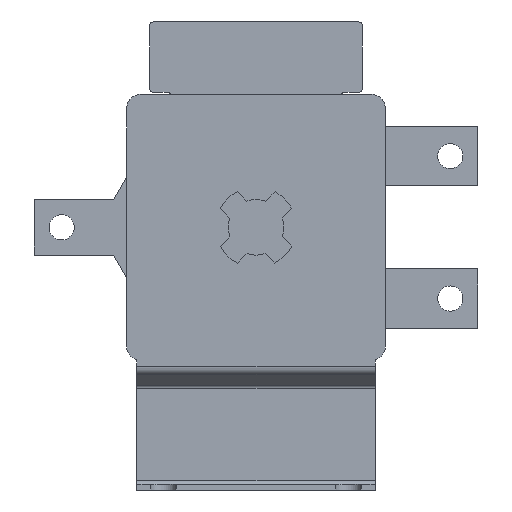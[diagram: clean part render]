
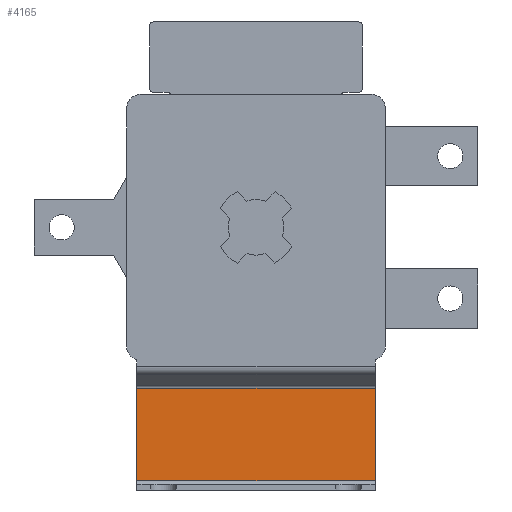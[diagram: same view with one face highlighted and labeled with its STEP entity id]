
A CAD part, left-side view. The second image highlights one B-rep face of the part: STEP entity #4165.
In plain terms, the highlighted planar face has unit normal (-1, 0, 0).
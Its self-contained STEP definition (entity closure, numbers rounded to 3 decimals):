
#134 = DIRECTION ( 'NONE',  ( 0., 1., 0. ) ) ;
#248 = EDGE_CURVE ( 'NONE', #272, #3802, #1240, .T. ) ;
#264 = ORIENTED_EDGE ( 'NONE', *, *, #248, .T. ) ;
#272 = VERTEX_POINT ( 'NONE', #6903 ) ;
#854 = DIRECTION ( 'NONE',  ( 0., 0., -1. ) ) ;
#1045 = CARTESIAN_POINT ( 'NONE',  ( -62., 32.25, -7.559 ) ) ;
#1240 = LINE ( 'NONE', #6774, #5994 ) ;
#1527 = CARTESIAN_POINT ( 'NONE',  ( -62., -32.25, -7.559 ) ) ;
#1558 = DIRECTION ( 'NONE',  ( 1., 0., 0. ) ) ;
#1608 = DIRECTION ( 'NONE',  ( 0., 0., -1. ) ) ;
#1887 = EDGE_CURVE ( 'NONE', #272, #4606, #3943, .T. ) ;
#1995 = CARTESIAN_POINT ( 'NONE',  ( -62., 32.25, -32.5 ) ) ;
#3550 = ORIENTED_EDGE ( 'NONE', *, *, #1887, .F. ) ;
#3720 = EDGE_LOOP ( 'NONE', ( #7156, #6275, #3550, #264 ) ) ;
#3802 = VERTEX_POINT ( 'NONE', #1045 ) ;
#3927 = LINE ( 'NONE', #7704, #7775 ) ;
#3943 = LINE ( 'NONE', #7278, #7689 ) ;
#3979 = PLANE ( 'NONE',  #4033 ) ;
#4033 = AXIS2_PLACEMENT_3D ( 'NONE', #1527, #1558, #854 ) ;
#4113 = VERTEX_POINT ( 'NONE', #1995 ) ;
#4165 = ADVANCED_FACE ( 'NONE', ( #5853 ), #3979, .F. ) ;
#4489 = VECTOR ( 'NONE', #5720, 1000. ) ;
#4606 = VERTEX_POINT ( 'NONE', #6956 ) ;
#5061 = CARTESIAN_POINT ( 'NONE',  ( -62., 32.25, -7.559 ) ) ;
#5720 = DIRECTION ( 'NONE',  ( 0., 0., -1. ) ) ;
#5853 = FACE_OUTER_BOUND ( 'NONE', #3720, .T. ) ;
#5994 = VECTOR ( 'NONE', #8122, 1000. ) ;
#6275 = ORIENTED_EDGE ( 'NONE', *, *, #6692, .F. ) ;
#6692 = EDGE_CURVE ( 'NONE', #4606, #4113, #3927, .T. ) ;
#6774 = CARTESIAN_POINT ( 'NONE',  ( -62., -32.25, -7.559 ) ) ;
#6903 = CARTESIAN_POINT ( 'NONE',  ( -62., -32.25, -7.559 ) ) ;
#6956 = CARTESIAN_POINT ( 'NONE',  ( -62., -32.25, -32.5 ) ) ;
#7156 = ORIENTED_EDGE ( 'NONE', *, *, #7505, .T. ) ;
#7278 = CARTESIAN_POINT ( 'NONE',  ( -62., -32.25, -7.559 ) ) ;
#7505 = EDGE_CURVE ( 'NONE', #3802, #4113, #7545, .T. ) ;
#7545 = LINE ( 'NONE', #5061, #4489 ) ;
#7689 = VECTOR ( 'NONE', #1608, 1000. ) ;
#7704 = CARTESIAN_POINT ( 'NONE',  ( -62., -32.25, -32.5 ) ) ;
#7775 = VECTOR ( 'NONE', #134, 1000. ) ;
#8122 = DIRECTION ( 'NONE',  ( 0., 1., 0. ) ) ;
